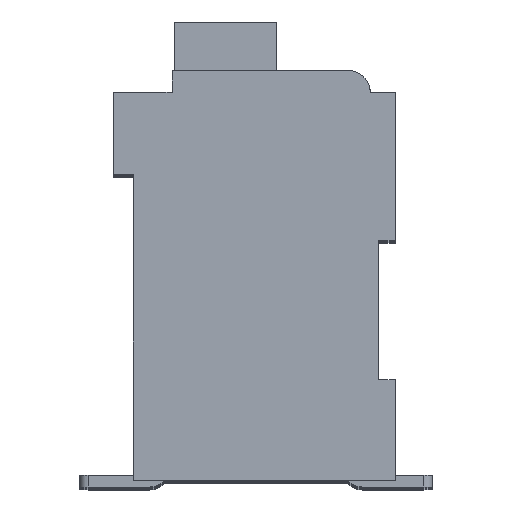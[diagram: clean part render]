
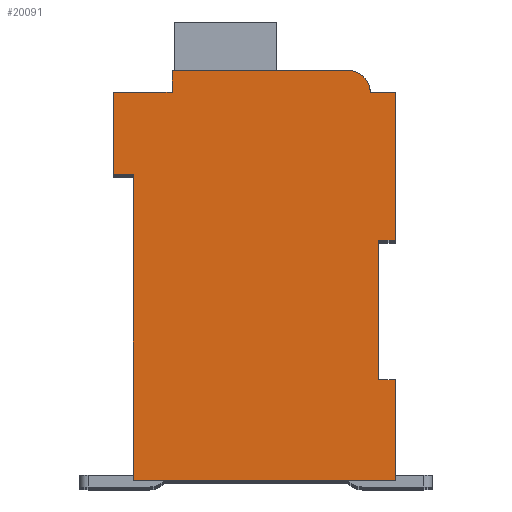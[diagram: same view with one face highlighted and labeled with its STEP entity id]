
A CAD part, top view. The second image highlights one B-rep face of the part: STEP entity #20091.
In plain terms, the highlighted planar face has unit normal (0, 0, 1).
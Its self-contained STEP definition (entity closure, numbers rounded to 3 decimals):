
#3236=DIRECTION('',(1.,0.,0.));
#3237=VECTOR('',#3236,0.5);
#3238=CARTESIAN_POINT('',(7.3,7.15,2.1));
#3239=LINE('',#3238,#3237);
#3240=DIRECTION('',(0.,1.,0.));
#3241=VECTOR('',#3240,4.15);
#3242=CARTESIAN_POINT('',(7.3,3.,2.1));
#3243=LINE('',#3242,#3241);
#3244=DIRECTION('',(-1.,0.,0.));
#3245=VECTOR('',#3244,0.5);
#3246=CARTESIAN_POINT('',(7.8,3.,2.1));
#3247=LINE('',#3246,#3245);
#3248=DIRECTION('',(0.,1.,0.));
#3249=VECTOR('',#3248,3.);
#3250=CARTESIAN_POINT('',(7.8,0.,2.1));
#3251=LINE('',#3250,#3249);
#3252=DIRECTION('',(1.,0.,0.));
#3253=VECTOR('',#3252,7.8);
#3254=CARTESIAN_POINT('',(0.,0.,2.1));
#3255=LINE('',#3254,#3253);
#3256=DIRECTION('',(0.,-1.,0.));
#3257=VECTOR('',#3256,9.1);
#3258=CARTESIAN_POINT('',(0.,9.1,2.1));
#3259=LINE('',#3258,#3257);
#3260=DIRECTION('',(1.,0.,0.));
#3261=VECTOR('',#3260,0.6);
#3262=CARTESIAN_POINT('',(-0.6,9.1,2.1));
#3263=LINE('',#3262,#3261);
#3264=DIRECTION('',(0.,-1.,0.));
#3265=VECTOR('',#3264,2.45);
#3266=CARTESIAN_POINT('',(-0.6,11.55,2.1));
#3267=LINE('',#3266,#3265);
#3268=DIRECTION('',(-1.,0.,0.));
#3269=VECTOR('',#3268,1.75);
#3270=CARTESIAN_POINT('',(1.15,11.55,2.1));
#3271=LINE('',#3270,#3269);
#3272=DIRECTION('',(0.,-1.,0.));
#3273=VECTOR('',#3272,0.65);
#3274=CARTESIAN_POINT('',(1.15,12.2,2.1));
#3275=LINE('',#3274,#3273);
#3276=DIRECTION('',(-1.,0.,0.));
#3277=VECTOR('',#3276,5.25);
#3278=CARTESIAN_POINT('',(6.4,12.2,2.1));
#3279=LINE('',#3278,#3277);
#3280=CARTESIAN_POINT('',(6.4,11.55,2.1));
#3281=DIRECTION('',(0.,0.,1.));
#3282=DIRECTION('',(1.,0.,0.));
#3283=AXIS2_PLACEMENT_3D('',#3280,#3281,#3282);
#3285=DIRECTION('',(-1.,0.,0.));
#3286=VECTOR('',#3285,0.75);
#3287=CARTESIAN_POINT('',(7.8,11.55,2.1));
#3288=LINE('',#3287,#3286);
#3289=DIRECTION('',(0.,1.,0.));
#3290=VECTOR('',#3289,4.4);
#3291=CARTESIAN_POINT('',(7.8,7.15,2.1));
#3292=LINE('',#3291,#3290);
#13203=CARTESIAN_POINT('',(7.3,7.15,2.1));
#13204=CARTESIAN_POINT('',(7.8,7.15,2.1));
#13205=VERTEX_POINT('',#13203);
#13206=VERTEX_POINT('',#13204);
#13207=CARTESIAN_POINT('',(7.8,11.55,2.1));
#13208=VERTEX_POINT('',#13207);
#13209=CARTESIAN_POINT('',(7.05,11.55,2.1));
#13210=VERTEX_POINT('',#13209);
#13211=CARTESIAN_POINT('',(6.4,12.2,2.1));
#13212=VERTEX_POINT('',#13211);
#13213=CARTESIAN_POINT('',(1.15,12.2,2.1));
#13214=VERTEX_POINT('',#13213);
#13215=CARTESIAN_POINT('',(1.15,11.55,2.1));
#13216=VERTEX_POINT('',#13215);
#13217=CARTESIAN_POINT('',(-0.6,11.55,2.1));
#13218=VERTEX_POINT('',#13217);
#13219=CARTESIAN_POINT('',(-0.6,9.1,2.1));
#13220=VERTEX_POINT('',#13219);
#13221=CARTESIAN_POINT('',(0.,9.1,2.1));
#13222=VERTEX_POINT('',#13221);
#13223=CARTESIAN_POINT('',(0.,0.,2.1));
#13224=VERTEX_POINT('',#13223);
#13225=CARTESIAN_POINT('',(7.8,0.,2.1));
#13226=VERTEX_POINT('',#13225);
#13227=CARTESIAN_POINT('',(7.8,3.,2.1));
#13228=VERTEX_POINT('',#13227);
#13229=CARTESIAN_POINT('',(7.3,3.,2.1));
#13230=VERTEX_POINT('',#13229);
#20067=CARTESIAN_POINT('',(0.,0.,2.1));
#20068=DIRECTION('',(0.,0.,1.));
#20069=DIRECTION('',(1.,0.,0.));
#20070=AXIS2_PLACEMENT_3D('',#20067,#20068,#20069);
#20071=PLANE('',#20070);
#20072=ORIENTED_EDGE('',*,*,#17308,.F.);
#20073=ORIENTED_EDGE('',*,*,#17973,.F.);
#20075=ORIENTED_EDGE('',*,*,#20074,.F.);
#20077=ORIENTED_EDGE('',*,*,#20076,.F.);
#20079=ORIENTED_EDGE('',*,*,#20078,.F.);
#20080=ORIENTED_EDGE('',*,*,#18210,.F.);
#20081=ORIENTED_EDGE('',*,*,#18346,.F.);
#20082=ORIENTED_EDGE('',*,*,#18590,.F.);
#20083=ORIENTED_EDGE('',*,*,#18839,.F.);
#20084=ORIENTED_EDGE('',*,*,#18908,.F.);
#20085=ORIENTED_EDGE('',*,*,#19284,.F.);
#20086=ORIENTED_EDGE('',*,*,#19841,.F.);
#20087=ORIENTED_EDGE('',*,*,#19705,.F.);
#20088=ORIENTED_EDGE('',*,*,#17669,.F.);
#20089=EDGE_LOOP('',(#20072,#20073,#20075,#20077,#20079,#20080,#20081,#20082,
#20083,#20084,#20085,#20086,#20087,#20088));
#20090=FACE_OUTER_BOUND('',#20089,.F.);
#3284=CIRCLE('',#3283,0.65);
#17308=EDGE_CURVE('',#13205,#13206,#3239,.T.);
#17669=EDGE_CURVE('',#13206,#13208,#3292,.T.);
#17973=EDGE_CURVE('',#13230,#13205,#3243,.T.);
#18210=EDGE_CURVE('',#13222,#13224,#3259,.T.);
#18346=EDGE_CURVE('',#13220,#13222,#3263,.T.);
#18590=EDGE_CURVE('',#13218,#13220,#3267,.T.);
#18839=EDGE_CURVE('',#13216,#13218,#3271,.T.);
#18908=EDGE_CURVE('',#13214,#13216,#3275,.T.);
#19284=EDGE_CURVE('',#13212,#13214,#3279,.T.);
#19705=EDGE_CURVE('',#13208,#13210,#3288,.T.);
#19841=EDGE_CURVE('',#13210,#13212,#3284,.T.);
#20074=EDGE_CURVE('',#13228,#13230,#3247,.T.);
#20076=EDGE_CURVE('',#13226,#13228,#3251,.T.);
#20078=EDGE_CURVE('',#13224,#13226,#3255,.T.);
#20091=ADVANCED_FACE('',(#20090),#20071,.T.);
